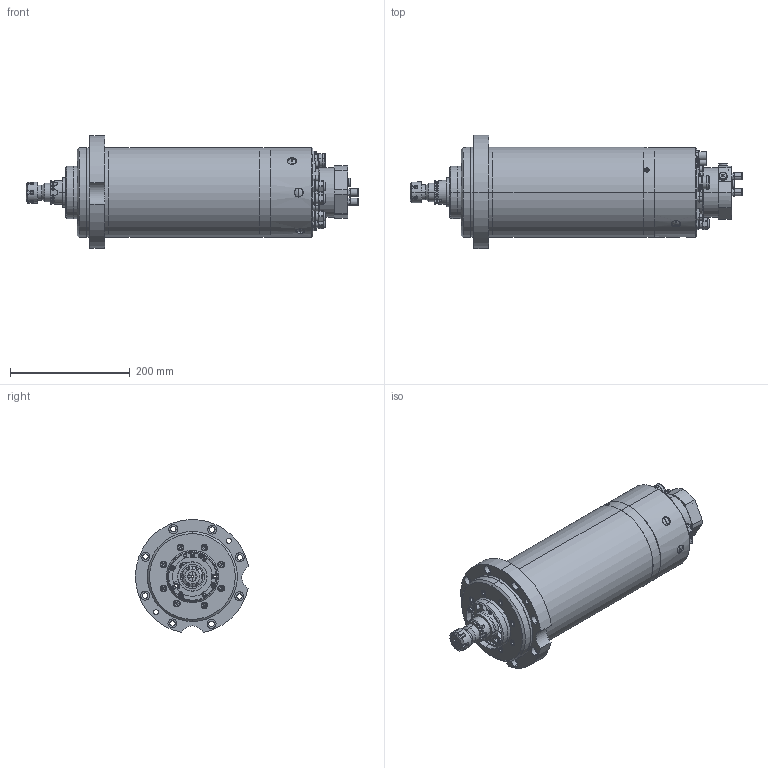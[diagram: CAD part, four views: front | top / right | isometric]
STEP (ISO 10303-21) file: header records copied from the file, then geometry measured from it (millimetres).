
FILE_DESCRIPTION (( 'STEP AP203' ), '1' );
FILE_NAME ('150A24FKP-00A.STEP', '2012-04-02T09:36:06', ( 'FM10CAD1' ), ( 'IBAG Switzerland AG' ), 'SwSTEP 2.0', 'SolidWorks 2010', '' );
FILE_SCHEMA (( 'CONFIG_CONTROL_DESIGN' ));
Length unit declared in the file: millimetre
Products named in the file (1): 150A24FKP-00A
Bounding box: 553.43 x 188.62 x 188.32 mm (x, y, z)
Surface area: 353974.4 mm2 (no closed solid volume)
Topology: 0 solids, 128 shells, 1296 faces, 3871 edges, 2663 vertices
Faces by surface type: plane 549, cylinder 486, torus 131, cone 110, bspline 12, sphere 8
Entity records: 45523 total; most frequent: CARTESIAN_POINT 10091, DIRECTION 7971, ORIENTED_EDGE 6261, EDGE_CURVE 3813, AXIS2_PLACEMENT_3D 3042, VERTEX_POINT 2663, VECTOR 1887, LINE 1887
